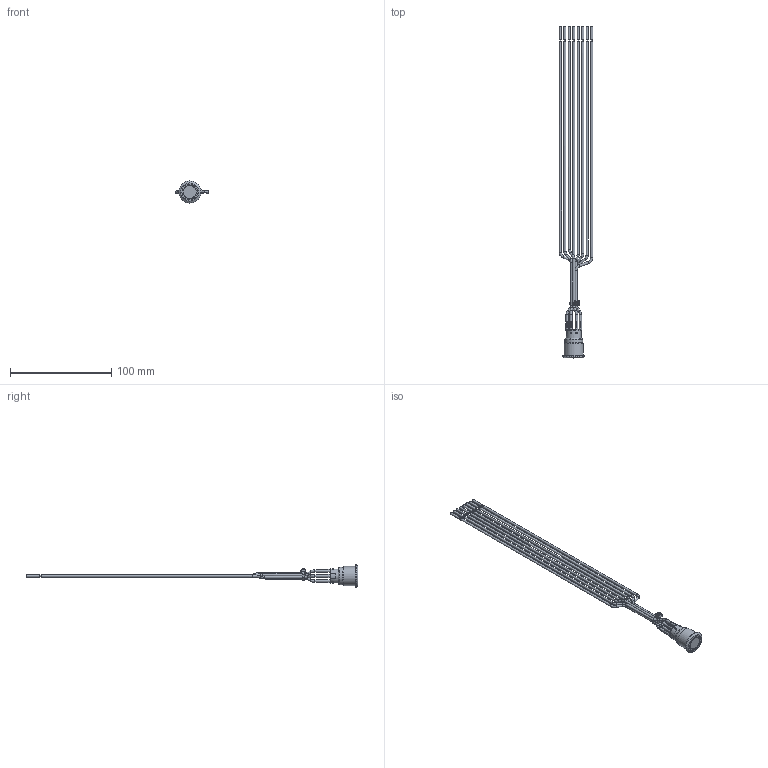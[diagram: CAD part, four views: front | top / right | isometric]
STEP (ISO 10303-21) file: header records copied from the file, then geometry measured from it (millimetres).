
FILE_DESCRIPTION(/* description */ (''),/* implementation_level */ '2;1');
FILE_NAME(/* name */ 'ULV4FWGxx3xx.stp',/* time_stamp */ '2021-10-11T09:58:32-05:00',/* author */ ('mwilliams'),/* organization */ (''),/* preprocessor_version */ 'ST-DEVELOPER v18',/* originating_system */ 'Autodesk Inventor 2020',/* authorisation */ '');
FILE_SCHEMA (('AUTOMOTIVE_DESIGN { 1 0 10303 214 3 1 1 }'));
Length unit declared in the file: millimetre
Products named in the file (1): Part35
Bounding box: 33 x 327.5 x 22 mm (x, y, z)
Volume: 15670.4 mm3; surface area: 20270.6 mm2
Topology: 1 solids, 1 shells, 466 faces, 1328 edges, 861 vertices
Faces by surface type: plane 247, cylinder 110, bspline 50, torus 41, cone 10, sphere 8
Full cylindrical faces by diameter (mm): 1.1 x8, 2.2 x44, 2.4 x8, 13 x1, 13.3 x1, 14.7 x1, 17.5 x1, 17.6 x1, 19 x1, 22 x1
Entity records: 16626 total; most frequent: CARTESIAN_POINT 4284, ORIENTED_EDGE 2658, DIRECTION 2535, EDGE_CURVE 1329, AXIS2_PLACEMENT_3D 925, VERTEX_POINT 861, LINE 685, VECTOR 685
